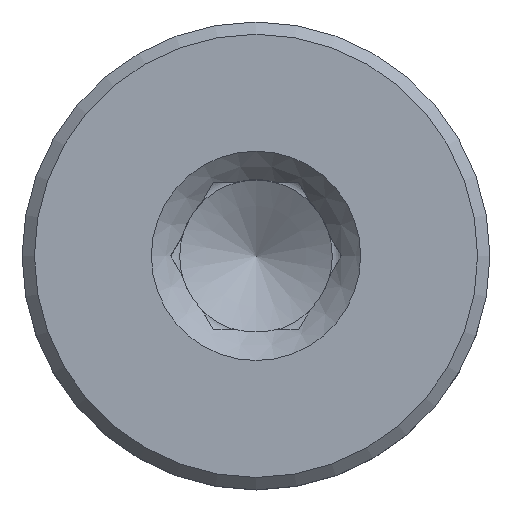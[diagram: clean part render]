
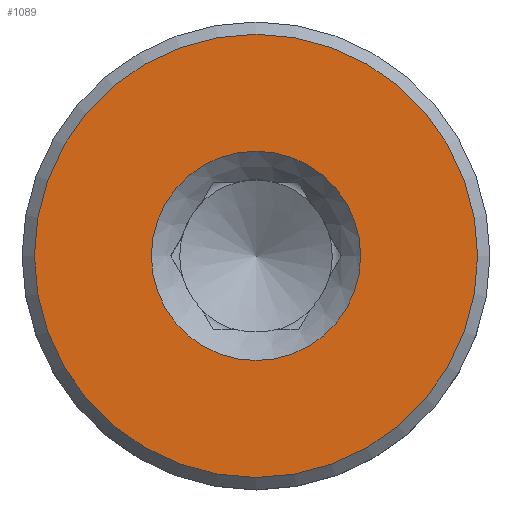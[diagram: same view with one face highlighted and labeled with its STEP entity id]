
A CAD part, top view. The second image highlights one B-rep face of the part: STEP entity #1089.
In plain terms, the highlighted planar face has unit normal (0, 0, 1).
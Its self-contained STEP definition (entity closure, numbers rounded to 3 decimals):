
#1046=CARTESIAN_POINT('',(4.25,0.,17.0));
#1047=VERTEX_POINT('',#1046);
#1048=CARTESIAN_POINT('',(0.0,0.0,17.0));
#1049=DIRECTION('',(0.0,0.0,-1.0));
#1050=DIRECTION('',(-1.0,0.0,0.0));
#1051=AXIS2_PLACEMENT_3D('',#1048,#1049,#1050);
#1052=CIRCLE('',#1051,4.25);
#1053=EDGE_CURVE('',#1047,#1047,#1052,.T.);
#1063=CARTESIAN_POINT('',(9.,0.,17.0));
#1064=VERTEX_POINT('',#1063);
#1065=CARTESIAN_POINT('',(0.0,0.0,17.0));
#1066=DIRECTION('',(0.0,0.0,-1.0));
#1067=DIRECTION('',(-1.0,0.0,0.0));
#1068=AXIS2_PLACEMENT_3D('',#1065,#1066,#1067);
#1069=CIRCLE('',#1068,9.);
#1070=EDGE_CURVE('',#1064,#1064,#1069,.T.);
#1078=CARTESIAN_POINT('',(0.0,0.0,17.0));
#1079=DIRECTION('',(0.0,0.0,-1.0));
#1080=DIRECTION('',(-1.0,0.0,0.0));
#1081=AXIS2_PLACEMENT_3D('',#1078,#1079,#1080);
#1082=PLANE('',#1081);
#1083=ORIENTED_EDGE('',*,*,#1070,.F.);
#1084=EDGE_LOOP('',(#1083));
#1085=FACE_OUTER_BOUND('',#1084,.T.);
#1086=ORIENTED_EDGE('',*,*,#1053,.T.);
#1087=EDGE_LOOP('',(#1086));
#1088=FACE_BOUND('',#1087,.T.);
#1089=ADVANCED_FACE('',(#1085,#1088),#1082,.F.);
